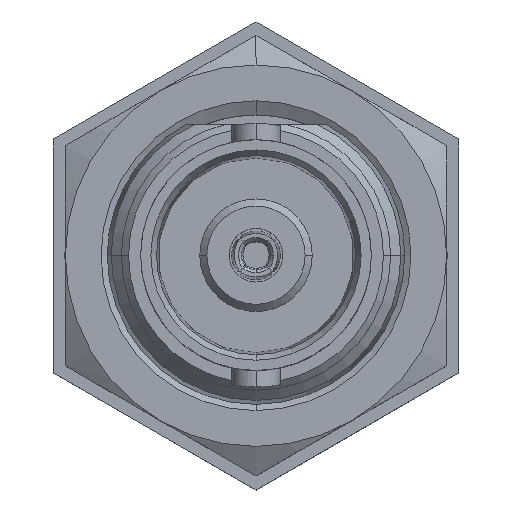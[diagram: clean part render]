
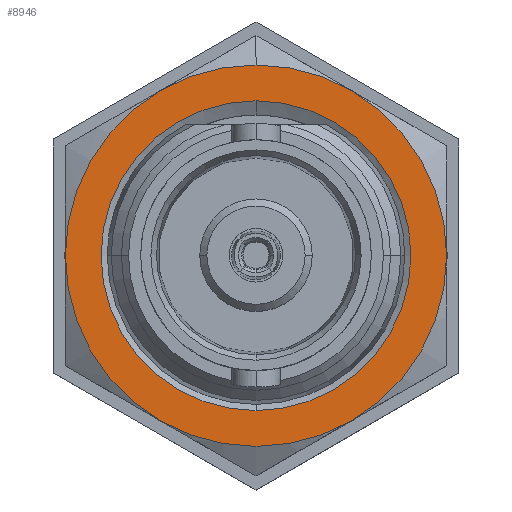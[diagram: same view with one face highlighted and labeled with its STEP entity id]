
A CAD part, top view. The second image highlights one B-rep face of the part: STEP entity #8946.
In plain terms, the highlighted planar face has unit normal (0, 0, 1).
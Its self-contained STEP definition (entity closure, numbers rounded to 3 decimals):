
#107 = EDGE_LOOP ( 'NONE', ( #8481, #8502 ) ) ;
#120 = EDGE_LOOP ( 'NONE', ( #8615, #8629, #8642, #8497, #8731, #8493, #8564 ) ) ;
#269 = CARTESIAN_POINT ( 'NONE',  ( 0., 0., -13.85 ) ) ;
#270 = DIRECTION ( 'NONE',  ( 0., 0., 1. ) ) ;
#271 = DIRECTION ( 'NONE',  ( 0., -1., 0. ) ) ;
#992 = CARTESIAN_POINT ( 'NONE',  ( 8., 0., -13.85 ) ) ;
#1072 = CARTESIAN_POINT ( 'NONE',  ( -8., 0., -13.85 ) ) ;
#1073 = CARTESIAN_POINT ( 'NONE',  ( 4., 6.928, -13.85 ) ) ;
#2036 = VERTEX_POINT ( 'NONE', #992 ) ;
#2067 = VERTEX_POINT ( 'NONE', #1073 ) ;
#2111 = VERTEX_POINT ( 'NONE', #1072 ) ;
#2487 = CARTESIAN_POINT ( 'NONE',  ( 0., 0., -13.85 ) ) ;
#2494 = DIRECTION ( 'NONE',  ( 0., 0., 1. ) ) ;
#2495 = DIRECTION ( 'NONE',  ( 0., -1., 0. ) ) ;
#2534 = CARTESIAN_POINT ( 'NONE',  ( 0., 0., -13.85 ) ) ;
#2535 = DIRECTION ( 'NONE',  ( 0., 0., 1. ) ) ;
#2536 = DIRECTION ( 'NONE',  ( 0., -1., 0. ) ) ;
#2569 = CARTESIAN_POINT ( 'NONE',  ( 0., 0., -13.85 ) ) ;
#2570 = DIRECTION ( 'NONE',  ( 0., 0., 1. ) ) ;
#2571 = DIRECTION ( 'NONE',  ( 0., -1., 0. ) ) ;
#2860 = CARTESIAN_POINT ( 'NONE',  ( 0., 0., -13.85 ) ) ;
#2861 = DIRECTION ( 'NONE',  ( 0., 0., 1. ) ) ;
#2862 = DIRECTION ( 'NONE',  ( 0., -1., 0. ) ) ;
#2897 = CARTESIAN_POINT ( 'NONE',  ( 0., 0., -13.85 ) ) ;
#2898 = DIRECTION ( 'NONE',  ( 0., 0., 1. ) ) ;
#2899 = DIRECTION ( 'NONE',  ( 0., -1., 0. ) ) ;
#3495 = CARTESIAN_POINT ( 'NONE',  ( 0., 0., -13.85 ) ) ;
#3496 = DIRECTION ( 'NONE',  ( 0., 0., 1. ) ) ;
#3497 = DIRECTION ( 'NONE',  ( 0., -1., 0. ) ) ;
#4009 = CARTESIAN_POINT ( 'NONE',  ( -4., -6.928, -13.85 ) ) ;
#4012 = CARTESIAN_POINT ( 'NONE',  ( 4., -6.928, -13.85 ) ) ;
#4215 = VERTEX_POINT ( 'NONE', #4009 ) ;
#4220 = VERTEX_POINT ( 'NONE', #4012 ) ;
#6044 = PLANE ( 'NONE',  #7347 ) ;
#6045 = CARTESIAN_POINT ( 'NONE',  ( 0., 8., -13.85 ) ) ;
#6046 = DIRECTION ( 'NONE',  ( 0., 0., -1. ) ) ;
#6047 = DIRECTION ( 'NONE',  ( 0., 1., 0. ) ) ;
#6656 = AXIS2_PLACEMENT_3D ( 'NONE', #6958, #6959, #6960 ) ;
#6958 = CARTESIAN_POINT ( 'NONE',  ( 0., 0., -13.85 ) ) ;
#6959 = DIRECTION ( 'NONE',  ( 0., 0., 1. ) ) ;
#6960 = DIRECTION ( 'NONE',  ( 0., -1., 0. ) ) ;
#7135 = CARTESIAN_POINT ( 'NONE',  ( 0., 8., -13.85 ) ) ;
#7148 = CARTESIAN_POINT ( 'NONE',  ( -4., 6.928, -13.85 ) ) ;
#7189 = CARTESIAN_POINT ( 'NONE',  ( 0., 6.5, -13.85 ) ) ;
#7205 = CARTESIAN_POINT ( 'NONE',  ( 0., -6.5, -13.85 ) ) ;
#7329 = FACE_BOUND ( 'NONE', #107, .T. ) ;
#7347 = AXIS2_PLACEMENT_3D ( 'NONE', #6045, #6046, #6047 ) ;
#7423 = FACE_OUTER_BOUND ( 'NONE', #120, .T. ) ;
#8481 = ORIENTED_EDGE ( 'NONE', *, *, #9380, .F. ) ;
#8493 = ORIENTED_EDGE ( 'NONE', *, *, #9150, .T. ) ;
#8497 = ORIENTED_EDGE ( 'NONE', *, *, #10174, .T. ) ;
#8502 = ORIENTED_EDGE ( 'NONE', *, *, #10248, .F. ) ;
#8564 = ORIENTED_EDGE ( 'NONE', *, *, #9305, .T. ) ;
#8615 = ORIENTED_EDGE ( 'NONE', *, *, #9369, .T. ) ;
#8629 = ORIENTED_EDGE ( 'NONE', *, *, #9313, .T. ) ;
#8642 = ORIENTED_EDGE ( 'NONE', *, *, #9318, .T. ) ;
#8731 = ORIENTED_EDGE ( 'NONE', *, *, #9082, .T. ) ;
#8854 = AXIS2_PLACEMENT_3D ( 'NONE', #269, #270, #271 ) ;
#8946 = ADVANCED_FACE ( 'NONE', ( #7329, #7423 ), #6044, .F. ) ;
#9082 = EDGE_CURVE ( 'NONE', #11286, #2111, #11184, .T. ) ;
#9150 = EDGE_CURVE ( 'NONE', #2111, #4215, #11748, .T. ) ;
#9305 = EDGE_CURVE ( 'NONE', #4215, #4220, #11662, .T. ) ;
#9313 = EDGE_CURVE ( 'NONE', #2036, #2067, #11069, .T. ) ;
#9318 = EDGE_CURVE ( 'NONE', #2067, #11259, #11346, .T. ) ;
#9369 = EDGE_CURVE ( 'NONE', #4220, #2036, #11585, .T. ) ;
#9380 = EDGE_CURVE ( 'NONE', #11445, #11402, #11022, .T. ) ;
#9750 = AXIS2_PLACEMENT_3D ( 'NONE', #2569, #2570, #2571 ) ;
#9785 = AXIS2_PLACEMENT_3D ( 'NONE', #3495, #3496, #3497 ) ;
#9900 = AXIS2_PLACEMENT_3D ( 'NONE', #12737, #12738, #12739 ) ;
#10174 = EDGE_CURVE ( 'NONE', #11259, #11286, #11148, .T. ) ;
#10248 = EDGE_CURVE ( 'NONE', #11402, #11445, #11020, .T. ) ;
#10527 = AXIS2_PLACEMENT_3D ( 'NONE', #2487, #2494, #2495 ) ;
#10532 = AXIS2_PLACEMENT_3D ( 'NONE', #2534, #2535, #2536 ) ;
#11020 = CIRCLE ( 'NONE', #6656, 6.5 ) ;
#11022 = CIRCLE ( 'NONE', #13141, 6.5 ) ;
#11069 = CIRCLE ( 'NONE', #10532, 8. ) ;
#11148 = CIRCLE ( 'NONE', #9785, 8. ) ;
#11184 = CIRCLE ( 'NONE', #8854, 8. ) ;
#11259 = VERTEX_POINT ( 'NONE', #7135 ) ;
#11286 = VERTEX_POINT ( 'NONE', #7148 ) ;
#11346 = CIRCLE ( 'NONE', #9750, 8. ) ;
#11402 = VERTEX_POINT ( 'NONE', #7189 ) ;
#11445 = VERTEX_POINT ( 'NONE', #7205 ) ;
#11585 = CIRCLE ( 'NONE', #13119, 8. ) ;
#11662 = CIRCLE ( 'NONE', #10527, 8. ) ;
#11748 = CIRCLE ( 'NONE', #9900, 8. ) ;
#12737 = CARTESIAN_POINT ( 'NONE',  ( 0., 0., -13.85 ) ) ;
#12738 = DIRECTION ( 'NONE',  ( 0., 0., 1. ) ) ;
#12739 = DIRECTION ( 'NONE',  ( 0., -1., 0. ) ) ;
#13119 = AXIS2_PLACEMENT_3D ( 'NONE', #2860, #2861, #2862 ) ;
#13141 = AXIS2_PLACEMENT_3D ( 'NONE', #2897, #2898, #2899 ) ;
